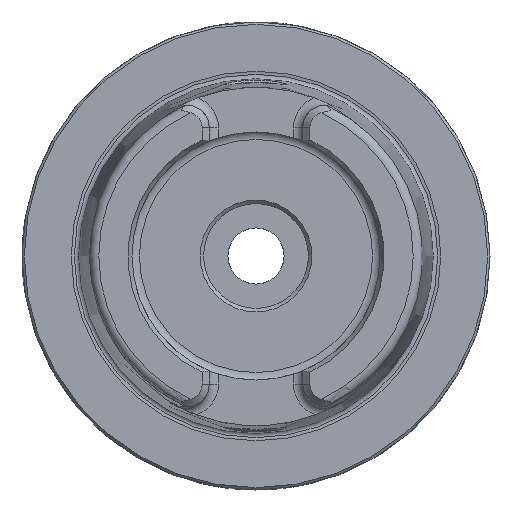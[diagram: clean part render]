
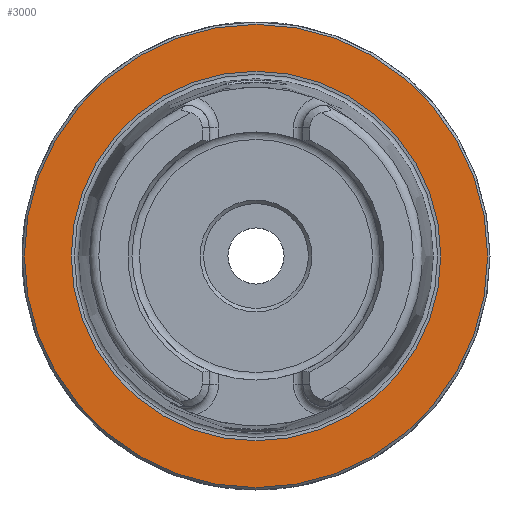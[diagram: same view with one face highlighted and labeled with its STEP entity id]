
A CAD part, left-side view. The second image highlights one B-rep face of the part: STEP entity #3000.
In plain terms, the highlighted planar face has unit normal (-1, 0, 0).
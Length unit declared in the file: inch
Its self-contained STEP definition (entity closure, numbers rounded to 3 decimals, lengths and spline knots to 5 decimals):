
#2966=CARTESIAN_POINT('',(0.0,1.94882,0.));
#2967=VERTEX_POINT('',#2966);
#2968=CARTESIAN_POINT('',(0.0,0.0,0.0));
#2969=DIRECTION('',(1.0,0.0,0.0));
#2970=DIRECTION('',(0.0,-1.0,0.0));
#2971=AXIS2_PLACEMENT_3D('',#2968,#2969,#2970);
#2972=CIRCLE('',#2971,1.94882);
#2973=EDGE_CURVE('',#2967,#2967,#2972,.T.);
#2981=CARTESIAN_POINT('',(0.0,0.98425,0.0));
#2982=DIRECTION('',(-1.0,0.0,0.0));
#2983=DIRECTION('',(0.0,0.0,1.0));
#2984=AXIS2_PLACEMENT_3D('',#2981,#2982,#2983);
#2985=PLANE('',#2984);
#2986=ORIENTED_EDGE('',*,*,#2973,.F.);
#2987=EDGE_LOOP('',(#2986));
#2988=FACE_OUTER_BOUND('',#2987,.T.);
#2989=CARTESIAN_POINT('',(0.0,1.55442,0.0));
#2990=VERTEX_POINT('',#2989);
#2991=CARTESIAN_POINT('',(0.0,0.0,0.0));
#2992=DIRECTION('',(1.0,0.0,0.0));
#2993=DIRECTION('',(0.0,1.0,0.0));
#2994=AXIS2_PLACEMENT_3D('',#2991,#2992,#2993);
#2995=CIRCLE('',#2994,1.55442);
#2996=EDGE_CURVE('',#2990,#2990,#2995,.T.);
#2997=ORIENTED_EDGE('',*,*,#2996,.T.);
#2998=EDGE_LOOP('',(#2997));
#2999=FACE_BOUND('',#2998,.T.);
#3000=ADVANCED_FACE('',(#2988,#2999),#2985,.T.);
